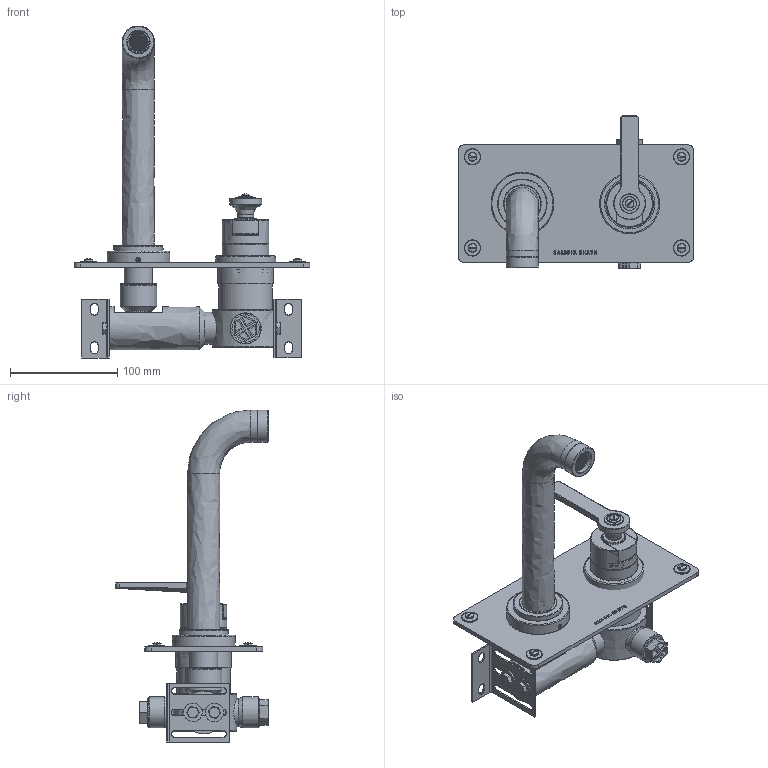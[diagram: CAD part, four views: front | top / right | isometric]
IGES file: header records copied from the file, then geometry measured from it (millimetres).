
Global section: file name: V7K35-RH-2LF; native system: Autodesk Inventor 2018; preprocessor: unknown; author: aduggalther; date: 20171213.081815; units: millimetre
Bounding box: 220 x 142.02 x 309.6 mm (x, y, z)
Volume: 561803.3 mm3; surface area: 285725.5 mm2
Topology: 59 solids, 60 shells, 2906 faces, 7820 edges, 5298 vertices
Faces by surface type: bspline 2906
